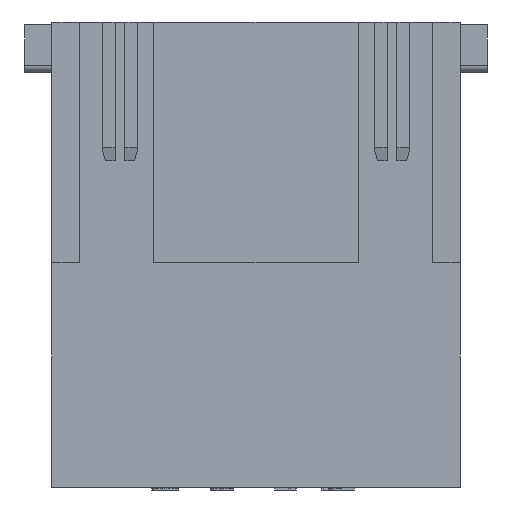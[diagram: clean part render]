
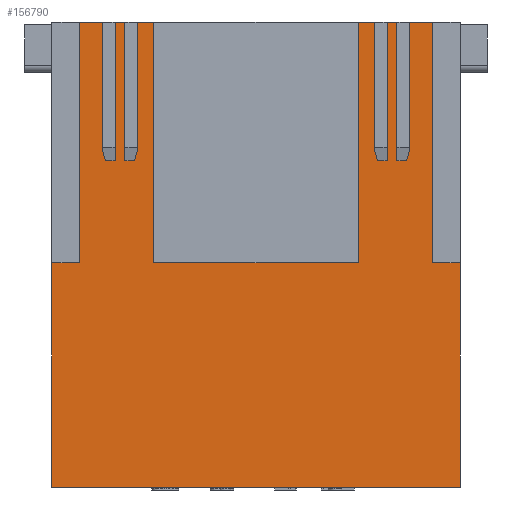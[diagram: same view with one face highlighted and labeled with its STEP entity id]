
A CAD part, left-side view. The second image highlights one B-rep face of the part: STEP entity #156790.
In plain terms, the highlighted face is planar.
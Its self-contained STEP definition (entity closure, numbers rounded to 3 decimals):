
#7400=CARTESIAN_POINT('',(56.038,23.357,-25.7));
#7410=VERTEX_POINT('',#7400);
#7440=CARTESIAN_POINT('',(56.038,0.,-25.7));
#7450=DIRECTION('',(0.,-1.,0.));
#7460=VECTOR('',#7450,1.);
#7470=LINE('',#7440,#7460);
#7480=CARTESIAN_POINT('',(56.038,32.717,-25.7));
#7490=VERTEX_POINT('',#7480);
#7500=EDGE_CURVE('',#7490,#7410,#7470,.T.);
#24610=CARTESIAN_POINT('',(56.038,0.,-9.5));
#24620=DIRECTION('',(0.,-1.,0.));
#24630=VECTOR('',#24620,1.);
#24640=LINE('',#24610,#24630);
#24650=CARTESIAN_POINT('',(56.038,41.057,-9.5));
#24660=VERTEX_POINT('',#24650);
#24670=CARTESIAN_POINT('',(56.038,23.357,-9.5)
);
#24680=VERTEX_POINT('',#24670);
#24690=EDGE_CURVE('',#24660,#24680,#24640,.T.);
#28860=CARTESIAN_POINT('',(56.038,41.057,0.));
#28870=DIRECTION('',(0.,0.,-1.));
#28880=VECTOR('',#28870,1.);
#28890=LINE('',#28860,#28880);
#28900=CARTESIAN_POINT('',(56.038,41.057,-24.5));
#28910=VERTEX_POINT('',#28900);
#28920=EDGE_CURVE('',#24660,#28910,#28890,.T.);
#29380=CARTESIAN_POINT('',(56.038,41.057,-4.));
#29390=VERTEX_POINT('',#29380);
#29420=CARTESIAN_POINT('',(56.038,0.,-4.));
#29430=DIRECTION('',(0.,1.,0.));
#29440=VECTOR('',#29430,1.);
#29450=LINE('',#29420,#29440);
#29460=CARTESIAN_POINT('',(56.038,23.357,-4.)
);
#29470=VERTEX_POINT('',#29460);
#29480=EDGE_CURVE('',#29470,#29390,#29450,.T.);
#30220=CARTESIAN_POINT('',(56.038,23.357,-24.5));
#30230=VERTEX_POINT('',#30220);
#30280=CARTESIAN_POINT('',(56.038,0.,-24.5));
#30290=DIRECTION('',(0.,1.,0.));
#30300=VECTOR('',#30290,1.);
#30310=LINE('',#30280,#30300);
#30320=EDGE_CURVE('',#30230,#28910,#30310,.T.);
#34960=CARTESIAN_POINT('',(56.038,33.557,-28.075));
#34970=VERTEX_POINT('',#34960);
#35120=CARTESIAN_POINT('',(56.038,33.557,-27.35));
#35130=VERTEX_POINT('',#35120);
#35160=CARTESIAN_POINT('',(56.038,33.557,0.));
#35170=DIRECTION('',(0.,0.,-1.));
#35180=VECTOR('',#35170,1.);
#35190=LINE('',#35160,#35180);
#35200=EDGE_CURVE('',#35130,#34970,#35190,.T.);
#50180=CARTESIAN_POINT('',(56.038,33.557,-25.925));
#50190=VERTEX_POINT('',#50180);
#50220=CARTESIAN_POINT('',(56.038,33.557,-26.65));
#50230=VERTEX_POINT('',#50220);
#50240=EDGE_CURVE('',#50190,#50230,#35190,.T.);
#57640=CARTESIAN_POINT('',(56.038,0.,-16.933));
#57650=DIRECTION('',(0.,0.966,
-0.259));
#57660=VECTOR('',#57650,1.);
#57670=LINE('',#57640,#57660);
#57680=EDGE_CURVE('',#7490,#50190,#57670,.T.);
#66430=CARTESIAN_POINT('',(56.038,0.,-26.65));
#66440=DIRECTION('',(0.,1.,0.));
#66450=VECTOR('',#66440,1.);
#66460=LINE('',#66430,#66450);
#66470=CARTESIAN_POINT('',(56.038,23.357,-26.65));
#66480=VERTEX_POINT('',#66470);
#66490=EDGE_CURVE('',#66480,#50230,#66460,.T.);
#67980=CARTESIAN_POINT('',(56.038,41.057,-2.));
#67990=VERTEX_POINT('',#67980);
#68020=CARTESIAN_POINT('',(56.038,41.057,-34.));
#68030=DIRECTION('',(0.,0.,-1.));
#68040=VECTOR('',#68030,1.);
#68050=LINE('',#68020,#68040);
#68060=EDGE_CURVE('',#67990,#29390,#68050,.T.);
#70950=CARTESIAN_POINT('',(56.038,41.057,-32.));
#70960=VERTEX_POINT('',#70950);
#70990=CARTESIAN_POINT('',(56.038,0.,-32.));
#71000=DIRECTION('',(0.,1.,0.));
#71010=VECTOR('',#71000,1.);
#71020=LINE('',#70990,#71010);
#71030=CARTESIAN_POINT('',(56.038,57.557,-32.));
#71040=VERTEX_POINT('',#71030);
#71050=EDGE_CURVE('',#70960,#71040,#71020,.T.);
#77220=CARTESIAN_POINT('',(56.038,23.357,-30.));
#77230=VERTEX_POINT('',#77220);
#77260=CARTESIAN_POINT('',(56.038,0.,-30.));
#77270=DIRECTION('',(0.,-1.,0.));
#77280=VECTOR('',#77270,1.);
#77290=LINE('',#77260,#77280);
#77300=CARTESIAN_POINT('',(56.038,41.057,-30.));
#77310=VERTEX_POINT('',#77300);
#77320=EDGE_CURVE('',#77310,#77230,#77290,.T.);
#77630=CARTESIAN_POINT('',(56.038,41.057,-34.));
#77640=DIRECTION('',(0.,0.,1.));
#77650=VECTOR('',#77640,1.);
#77660=LINE('',#77630,#77650);
#77670=EDGE_CURVE('',#70960,#77310,#77660,.T.);
#78150=CARTESIAN_POINT('',(56.038,57.557,-2.));
#78160=VERTEX_POINT('',#78150);
#78190=CARTESIAN_POINT('',(56.038,0.,
-2.));
#78200=DIRECTION('',(0.,-1.,0.));
#78210=VECTOR('',#78200,1.);
#78220=LINE('',#78190,#78210);
#78230=EDGE_CURVE('',#78160,#67990,#78220,.T.);
#122650=CARTESIAN_POINT('',(56.038,0.,-28.3));
#122660=DIRECTION('',(0.,1.,0.));
#122670=VECTOR('',#122660,1.);
#122680=LINE('',#122650,#122670);
#122690=CARTESIAN_POINT('',(56.038,23.357,-28.3));
#122700=VERTEX_POINT('',#122690);
#122710=CARTESIAN_POINT('',(56.038,32.717,-28.3));
#122720=VERTEX_POINT('',#122710);
#122730=EDGE_CURVE('',#122700,#122720,#122680,.T.);
#141930=CARTESIAN_POINT('',(56.038,57.557,0.));
#141940=DIRECTION('',(0.,0.,1.));
#141950=VECTOR('',#141940,1.);
#141960=LINE('',#141930,#141950);
#141970=EDGE_CURVE('',#71040,#78160,#141960,.T.);
#143340=CARTESIAN_POINT('',(56.038,0.,3.067));
#143350=DIRECTION('',(0.,0.966,
-0.259));
#143360=VECTOR('',#143350,1.);
#143370=LINE('',#143340,#143360);
#143380=CARTESIAN_POINT('',(56.038,32.717,-5.7)
);
#143390=VERTEX_POINT('',#143380);
#143400=CARTESIAN_POINT('',(56.038,33.557,-5.925));
#143410=VERTEX_POINT('',#143400);
#143420=EDGE_CURVE('',#143390,#143410,#143370,.T.);
#152650=CARTESIAN_POINT('',(56.038,33.557,-8.075));
#152660=VERTEX_POINT('',#152650);
#152690=CARTESIAN_POINT('',(56.038,0.,-17.067));
#152700=DIRECTION('',(0.,-0.966,
-0.259));
#152710=VECTOR('',#152700,1.);
#152720=LINE('',#152690,#152710);
#152730=CARTESIAN_POINT('',(56.038,32.717,-8.3)
);
#152740=VERTEX_POINT('',#152730);
#152750=EDGE_CURVE('',#152660,#152740,#152720,.T.);
#153830=CARTESIAN_POINT('',(56.038,23.357,-5.7));
#153840=VERTEX_POINT('',#153830);
#153870=CARTESIAN_POINT('',(56.038,0.,-5.7));
#153880=DIRECTION('',(0.,-1.,0.));
#153890=VECTOR('',#153880,1.);
#153900=LINE('',#153870,#153890);
#153910=EDGE_CURVE('',#143390,#153840,#153900,.T.);
#155870=CARTESIAN_POINT('',(56.038,23.557,0.));
#155880=DIRECTION('',(1.,0.,0.));
#155890=DIRECTION('',(0.,-1.,0.));
#155900=AXIS2_PLACEMENT_3D('',#155870,#155880,#155890);
#155910=PLANE('',#155900);
#155920=ORIENTED_EDGE('',*,*,#30320,.F.);
#155930=ORIENTED_EDGE('',*,*,#28920,.T.);
#155940=ORIENTED_EDGE('',*,*,#24690,.F.);
#155950=CARTESIAN_POINT('',(56.038,23.357,0.));
#155960=DIRECTION('',(0.,0.,1.));
#155970=VECTOR('',#155960,1.);
#155980=LINE('',#155950,#155970);
#155990=CARTESIAN_POINT('',(56.038,23.357,-8.3));
#156000=VERTEX_POINT('',#155990);
#156010=EDGE_CURVE('',#24680,#156000,#155980,.T.);
#156020=ORIENTED_EDGE('',*,*,#156010,.F.);
#156030=CARTESIAN_POINT('',(56.038,0.,-8.3));
#156040=DIRECTION('',(0.,1.,0.));
#156050=VECTOR('',#156040,1.);
#156060=LINE('',#156030,#156050);
#156070=EDGE_CURVE('',#156000,#152740,#156060,.T.);
#156080=ORIENTED_EDGE('',*,*,#156070,.F.);
#156090=ORIENTED_EDGE('',*,*,#152750,.T.);
#156100=CARTESIAN_POINT('',(56.038,33.557,0.));
#156110=DIRECTION('',(0.,0.,-1.));
#156120=VECTOR('',#156110,1.);
#156130=LINE('',#156100,#156120);
#156140=CARTESIAN_POINT('',(56.038,33.557,-7.35));
#156150=VERTEX_POINT('',#156140);
#156160=EDGE_CURVE('',#156150,#152660,#156130,.T.);
#156170=ORIENTED_EDGE('',*,*,#156160,.T.);
#156180=CARTESIAN_POINT('',(56.038,0.,-7.35));
#156190=DIRECTION('',(0.,-1.,0.));
#156200=VECTOR('',#156190,1.);
#156210=LINE('',#156180,#156200);
#156220=CARTESIAN_POINT('',(56.038,23.357,-7.35));
#156230=VERTEX_POINT('',#156220);
#156240=EDGE_CURVE('',#156150,#156230,#156210,.T.);
#156250=ORIENTED_EDGE('',*,*,#156240,.F.);
#156260=CARTESIAN_POINT('',(56.038,23.357,-6.65));
#156270=VERTEX_POINT('',#156260);
#156280=EDGE_CURVE('',#156230,#156270,#155980,.T.);
#156290=ORIENTED_EDGE('',*,*,#156280,.F.);
#156300=CARTESIAN_POINT('',(56.038,0.,-6.65));
#156310=DIRECTION('',(0.,1.,0.));
#156320=VECTOR('',#156310,1.);
#156330=LINE('',#156300,#156320);
#156340=CARTESIAN_POINT('',(56.038,33.557,-6.65));
#156350=VERTEX_POINT('',#156340);
#156360=EDGE_CURVE('',#156270,#156350,#156330,.T.);
#156370=ORIENTED_EDGE('',*,*,#156360,.F.);
#156380=EDGE_CURVE('',#143410,#156350,#156130,.T.);
#156390=ORIENTED_EDGE('',*,*,#156380,.T.);
#156400=ORIENTED_EDGE('',*,*,#143420,.T.);
#156410=ORIENTED_EDGE('',*,*,#153910,.F.);
#156420=EDGE_CURVE('',#153840,#29470,#155980,.T.);
#156430=ORIENTED_EDGE('',*,*,#156420,.F.);
#156440=ORIENTED_EDGE('',*,*,#29480,.F.);
#156450=ORIENTED_EDGE('',*,*,#68060,.T.);
#156460=ORIENTED_EDGE('',*,*,#78230,.T.);
#156470=ORIENTED_EDGE('',*,*,#141970,.T.);
#156480=ORIENTED_EDGE('',*,*,#71050,.T.);
#156490=ORIENTED_EDGE('',*,*,#77670,.F.);
#156500=ORIENTED_EDGE('',*,*,#77320,.F.);
#156510=EDGE_CURVE('',#77230,#122700,#155980,.T.);
#156520=ORIENTED_EDGE('',*,*,#156510,.F.);
#156530=ORIENTED_EDGE('',*,*,#122730,.F.);
#156540=CARTESIAN_POINT('',(56.038,0.,-37.067));
#156550=DIRECTION('',(0.,-0.966,
-0.259));
#156560=VECTOR('',#156550,1.);
#156570=LINE('',#156540,#156560);
#156580=EDGE_CURVE('',#34970,#122720,#156570,.T.);
#156590=ORIENTED_EDGE('',*,*,#156580,.T.);
#156600=ORIENTED_EDGE('',*,*,#35200,.T.);
#156610=CARTESIAN_POINT('',(56.038,0.,-27.35));
#156620=DIRECTION('',(0.,-1.,0.));
#156630=VECTOR('',#156620,1.);
#156640=LINE('',#156610,#156630);
#156650=CARTESIAN_POINT('',(56.038,23.357,-27.35));
#156660=VERTEX_POINT('',#156650);
#156670=EDGE_CURVE('',#35130,#156660,#156640,.T.);
#156680=ORIENTED_EDGE('',*,*,#156670,.F.);
#156690=EDGE_CURVE('',#156660,#66480,#155980,.T.);
#156700=ORIENTED_EDGE('',*,*,#156690,.F.);
#156710=ORIENTED_EDGE('',*,*,#66490,.F.);
#156720=ORIENTED_EDGE('',*,*,#50240,.T.);
#156730=ORIENTED_EDGE('',*,*,#57680,.T.);
#156740=ORIENTED_EDGE('',*,*,#7500,.F.);
#156750=EDGE_CURVE('',#7410,#30230,#155980,.T.);
#156760=ORIENTED_EDGE('',*,*,#156750,.F.);
#156770=EDGE_LOOP('',(#156760,#156740,#156730,#156720,#156710,#156700,
#156680,#156600,#156590,#156530,#156520,#156500,#156490,#156480,#156470,
#156460,#156450,#156440,#156430,#156410,#156400,#156390,#156370,#156290,
#156250,#156170,#156090,#156080,#156020,#155940,#155930,#155920));
#156780=FACE_OUTER_BOUND('',#156770,.T.);
#156790=ADVANCED_FACE('',(#156780),#155910,.T.);
